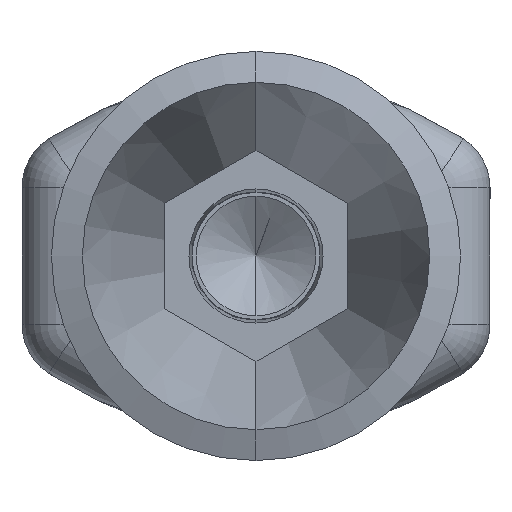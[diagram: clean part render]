
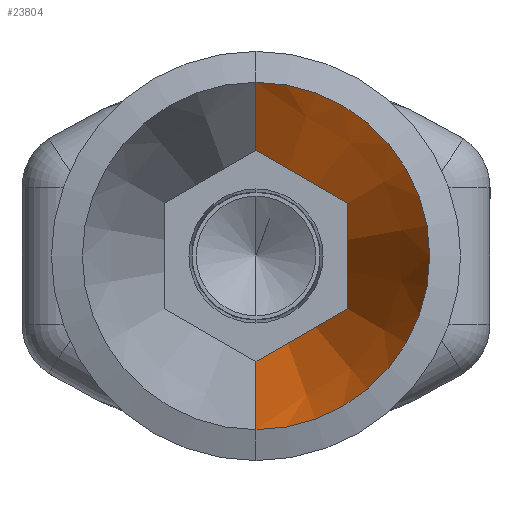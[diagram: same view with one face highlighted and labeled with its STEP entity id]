
A CAD part, left-side view. The second image highlights one B-rep face of the part: STEP entity #23804.
In plain terms, the highlighted conical face has half-angle 19.053 degrees and reference radius 16.169 mm.
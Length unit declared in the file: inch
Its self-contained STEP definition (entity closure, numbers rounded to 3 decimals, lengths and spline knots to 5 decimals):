
#162 = VERTEX_POINT ( 'NONE', #56864 ) ;
#1245 = ORIENTED_EDGE ( 'NONE', *, *, #3505, .F. ) ;
#2565 = CARTESIAN_POINT ( 'NONE',  ( -41.91, 0., 0.63657 ) ) ;
#3505 = EDGE_CURVE ( 'NONE', #21929, #11664, #6192, .T. ) ;
#4107 = AXIS2_PLACEMENT_3D ( 'NONE', #6152, #9978, #51748 ) ;
#4986 = CARTESIAN_POINT ( 'NONE',  ( -41.91, 0., -0.63657 ) ) ;
#5260 = CARTESIAN_POINT ( 'NONE',  ( -40.80514, 0., 0. ) ) ;
#5889 = CARTESIAN_POINT ( 'NONE',  ( -41.91, 0., 0.63657 ) ) ;
#6152 = CARTESIAN_POINT ( 'NONE',  ( -41.91, 0., 0. ) ) ;
#6192 = CIRCLE ( 'NONE', #23881, 0.255 ) ;
#7965 = DIRECTION ( 'NONE',  ( -1., 0., 0. ) ) ;
#9813 = FACE_OUTER_BOUND ( 'NONE', #23860, .T. ) ;
#9978 = DIRECTION ( 'NONE',  ( -1., 0., 0. ) ) ;
#10342 = DIRECTION ( 'NONE',  ( -0.945, 0., 0.326 ) ) ;
#11623 = DIRECTION ( 'NONE',  ( 0., 0., 1. ) ) ;
#11664 = VERTEX_POINT ( 'NONE', #24836 ) ;
#21929 = VERTEX_POINT ( 'NONE', #31271 ) ;
#23804 = ADVANCED_FACE ( 'NONE', ( #9813 ), #44311, .F. ) ;
#23860 = EDGE_LOOP ( 'NONE', ( #1245, #25381, #47541, #36043 ) ) ;
#23881 = AXIS2_PLACEMENT_3D ( 'NONE', #5260, #36014, #11623 ) ;
#24836 = CARTESIAN_POINT ( 'NONE',  ( -40.80514, 0., 0.255 ) ) ;
#25381 = ORIENTED_EDGE ( 'NONE', *, *, #45323, .T. ) ;
#27229 = LINE ( 'NONE', #4986, #28586 ) ;
#28453 = LINE ( 'NONE', #5889, #38591 ) ;
#28586 = VECTOR ( 'NONE', #31366, 39.37008 ) ;
#31271 = CARTESIAN_POINT ( 'NONE',  ( -40.80514, 0., -0.255 ) ) ;
#31366 = DIRECTION ( 'NONE',  ( -0.945, 0., -0.326 ) ) ;
#34334 = CARTESIAN_POINT ( 'NONE',  ( -41.91, 0., 0. ) ) ;
#36014 = DIRECTION ( 'NONE',  ( -1., 0., 0. ) ) ;
#36043 = ORIENTED_EDGE ( 'NONE', *, *, #50692, .F. ) ;
#38591 = VECTOR ( 'NONE', #10342, 39.37008 ) ;
#38803 = DIRECTION ( 'NONE',  ( 0., 0., 1. ) ) ;
#39413 = AXIS2_PLACEMENT_3D ( 'NONE', #34334, #7965, #38803 ) ;
#43582 = EDGE_CURVE ( 'NONE', #162, #56701, #46092, .T. ) ;
#44311 = CONICAL_SURFACE ( 'NONE', #4107, 0.63657, 0.333 ) ;
#45323 = EDGE_CURVE ( 'NONE', #21929, #162, #27229, .T. ) ;
#46092 = CIRCLE ( 'NONE', #39413, 0.63657 ) ;
#47541 = ORIENTED_EDGE ( 'NONE', *, *, #43582, .T. ) ;
#50692 = EDGE_CURVE ( 'NONE', #11664, #56701, #28453, .T. ) ;
#51748 = DIRECTION ( 'NONE',  ( 0., 0., 1. ) ) ;
#56701 = VERTEX_POINT ( 'NONE', #2565 ) ;
#56864 = CARTESIAN_POINT ( 'NONE',  ( -41.91, 0., -0.63657 ) ) ;
